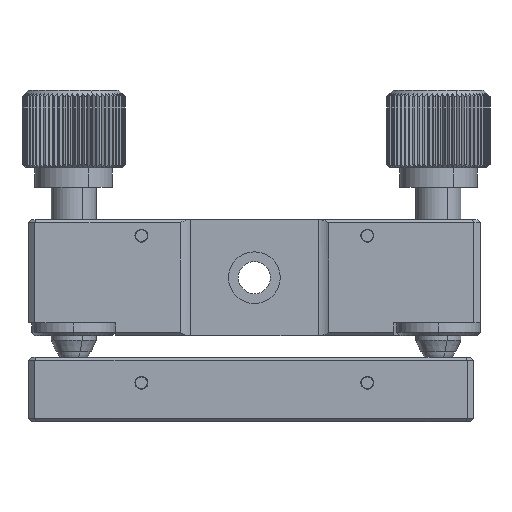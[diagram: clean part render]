
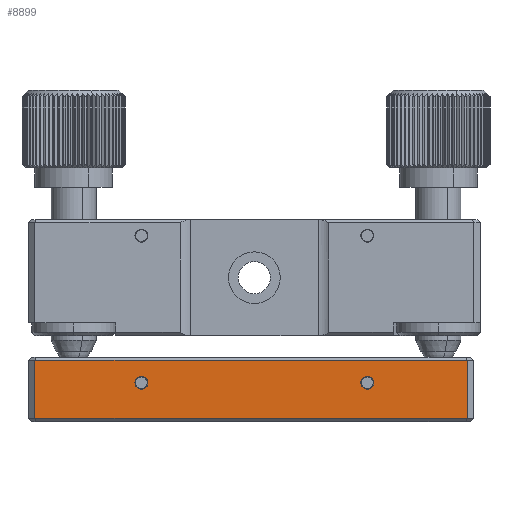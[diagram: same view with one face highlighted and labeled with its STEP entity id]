
A CAD part, left-side view. The second image highlights one B-rep face of the part: STEP entity #8899.
In plain terms, the highlighted planar face has unit normal (-1, 0, 0).
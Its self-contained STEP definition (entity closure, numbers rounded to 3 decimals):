
#355 = ORIENTED_EDGE ( 'NONE', *, *, #13984, .F. ) ;
#407 = DIRECTION ( 'NONE',  ( -1., 0., 0. ) ) ;
#1280 = CIRCLE ( 'NONE', #30651, 1. ) ;
#2139 = VERTEX_POINT ( 'NONE', #31881 ) ;
#2194 = CARTESIAN_POINT ( 'NONE',  ( -46.393, 19.783, 53.7 ) ) ;
#3591 = DIRECTION ( 'NONE',  ( -1., 0., 0. ) ) ;
#4249 = EDGE_CURVE ( 'NONE', #20918, #18038, #33650, .T. ) ;
#4498 = VECTOR ( 'NONE', #18260, 1000. ) ;
#5824 = EDGE_LOOP ( 'NONE', ( #10766, #30654, #15721, #18328 ) ) ;
#6132 = AXIS2_PLACEMENT_3D ( 'NONE', #2194, #33462, #28191 ) ;
#7213 = CIRCLE ( 'NONE', #12035, 1. ) ;
#7330 = ORIENTED_EDGE ( 'NONE', *, *, #33286, .F. ) ;
#7562 = EDGE_CURVE ( 'NONE', #2139, #16876, #9803, .T. ) ;
#7800 = VERTEX_POINT ( 'NONE', #14162 ) ;
#7967 = LINE ( 'NONE', #33277, #8352 ) ;
#8352 = VECTOR ( 'NONE', #20328, 1000. ) ;
#8817 = AXIS2_PLACEMENT_3D ( 'NONE', #21350, #29032, #31555 ) ;
#8899 = ADVANCED_FACE ( 'NONE', ( #20442, #16741, #25789 ), #10446, .F. ) ;
#9528 = CARTESIAN_POINT ( 'NONE',  ( -46.393, -30.717, 57.2 ) ) ;
#9803 = LINE ( 'NONE', #31768, #4498 ) ;
#9924 = VERTEX_POINT ( 'NONE', #20922 ) ;
#10446 = PLANE ( 'NONE',  #8817 ) ;
#10766 = ORIENTED_EDGE ( 'NONE', *, *, #21147, .T. ) ;
#10779 = CIRCLE ( 'NONE', #19315, 1. ) ;
#11151 = LINE ( 'NONE', #21964, #17347 ) ;
#11622 = DIRECTION ( 'NONE',  ( 0., 0., 1. ) ) ;
#12035 = AXIS2_PLACEMENT_3D ( 'NONE', #29735, #3591, #11622 ) ;
#12424 = DIRECTION ( 'NONE',  ( -1., 0., 0. ) ) ;
#13152 = CARTESIAN_POINT ( 'NONE',  ( -46.393, -15.217, 53.7 ) ) ;
#13567 = VERTEX_POINT ( 'NONE', #28359 ) ;
#13984 = EDGE_CURVE ( 'NONE', #7800, #13567, #10779, .T. ) ;
#14162 = CARTESIAN_POINT ( 'NONE',  ( -46.393, -15.217, 54.7 ) ) ;
#14886 = EDGE_CURVE ( 'NONE', #9924, #2139, #22633, .T. ) ;
#15721 = ORIENTED_EDGE ( 'NONE', *, *, #14886, .T. ) ;
#16022 = CARTESIAN_POINT ( 'NONE',  ( -46.393, 19.783, 52.7 ) ) ;
#16741 = FACE_BOUND ( 'NONE', #26505, .T. ) ;
#16876 = VERTEX_POINT ( 'NONE', #22922 ) ;
#17206 = DIRECTION ( 'NONE',  ( 0., 0., -1. ) ) ;
#17324 = CARTESIAN_POINT ( 'NONE',  ( -46.393, 19.783, 54.7 ) ) ;
#17347 = VECTOR ( 'NONE', #17493, 1000. ) ;
#17493 = DIRECTION ( 'NONE',  ( 0., 0., 1. ) ) ;
#18038 = VERTEX_POINT ( 'NONE', #17324 ) ;
#18260 = DIRECTION ( 'NONE',  ( 0., -1., 0. ) ) ;
#18328 = ORIENTED_EDGE ( 'NONE', *, *, #7562, .T. ) ;
#19309 = EDGE_LOOP ( 'NONE', ( #7330, #31794 ) ) ;
#19315 = AXIS2_PLACEMENT_3D ( 'NONE', #13152, #407, #28984 ) ;
#20057 = EDGE_CURVE ( 'NONE', #32336, #9924, #7967, .T. ) ;
#20328 = DIRECTION ( 'NONE',  ( 0., 1., 0. ) ) ;
#20442 = FACE_BOUND ( 'NONE', #19309, .T. ) ;
#20918 = VERTEX_POINT ( 'NONE', #16022 ) ;
#20922 = CARTESIAN_POINT ( 'NONE',  ( -46.393, 36.283, 57.2 ) ) ;
#21147 = EDGE_CURVE ( 'NONE', #16876, #32336, #11151, .T. ) ;
#21350 = CARTESIAN_POINT ( 'NONE',  ( -46.393, -31.717, 57.7 ) ) ;
#21964 = CARTESIAN_POINT ( 'NONE',  ( -46.393, -30.717, 57.7 ) ) ;
#22239 = VECTOR ( 'NONE', #17206, 1000. ) ;
#22586 = CARTESIAN_POINT ( 'NONE',  ( -46.393, 36.283, 57.7 ) ) ;
#22633 = LINE ( 'NONE', #22586, #22239 ) ;
#22922 = CARTESIAN_POINT ( 'NONE',  ( -46.393, -30.717, 48.2 ) ) ;
#24498 = ORIENTED_EDGE ( 'NONE', *, *, #30876, .F. ) ;
#25368 = DIRECTION ( 'NONE',  ( 0., 0., 1. ) ) ;
#25789 = FACE_OUTER_BOUND ( 'NONE', #5824, .T. ) ;
#26505 = EDGE_LOOP ( 'NONE', ( #355, #24498 ) ) ;
#28191 = DIRECTION ( 'NONE',  ( 0., 0., 1. ) ) ;
#28359 = CARTESIAN_POINT ( 'NONE',  ( -46.393, -15.217, 52.7 ) ) ;
#28984 = DIRECTION ( 'NONE',  ( 0., 0., 1. ) ) ;
#29032 = DIRECTION ( 'NONE',  ( 1., 0., 0. ) ) ;
#29735 = CARTESIAN_POINT ( 'NONE',  ( -46.393, 19.783, 53.7 ) ) ;
#30651 = AXIS2_PLACEMENT_3D ( 'NONE', #32948, #12424, #25368 ) ;
#30654 = ORIENTED_EDGE ( 'NONE', *, *, #20057, .T. ) ;
#30876 = EDGE_CURVE ( 'NONE', #13567, #7800, #1280, .T. ) ;
#31555 = DIRECTION ( 'NONE',  ( 0., 0., -1. ) ) ;
#31768 = CARTESIAN_POINT ( 'NONE',  ( -46.393, -31.717, 48.2 ) ) ;
#31794 = ORIENTED_EDGE ( 'NONE', *, *, #4249, .F. ) ;
#31881 = CARTESIAN_POINT ( 'NONE',  ( -46.393, 36.283, 48.2 ) ) ;
#32336 = VERTEX_POINT ( 'NONE', #9528 ) ;
#32948 = CARTESIAN_POINT ( 'NONE',  ( -46.393, -15.217, 53.7 ) ) ;
#33277 = CARTESIAN_POINT ( 'NONE',  ( -46.393, 36.283, 57.2 ) ) ;
#33286 = EDGE_CURVE ( 'NONE', #18038, #20918, #7213, .T. ) ;
#33462 = DIRECTION ( 'NONE',  ( -1., 0., 0. ) ) ;
#33650 = CIRCLE ( 'NONE', #6132, 1. ) ;
